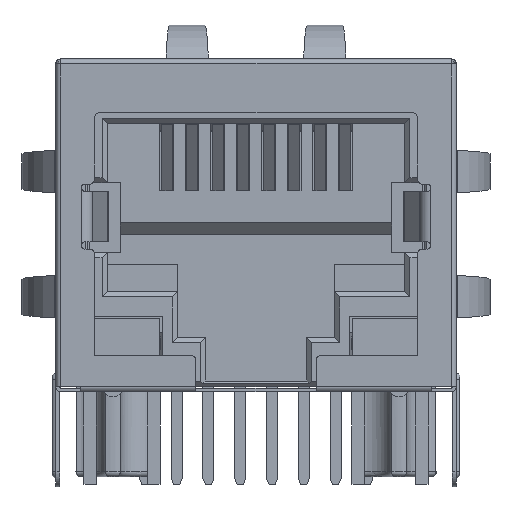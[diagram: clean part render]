
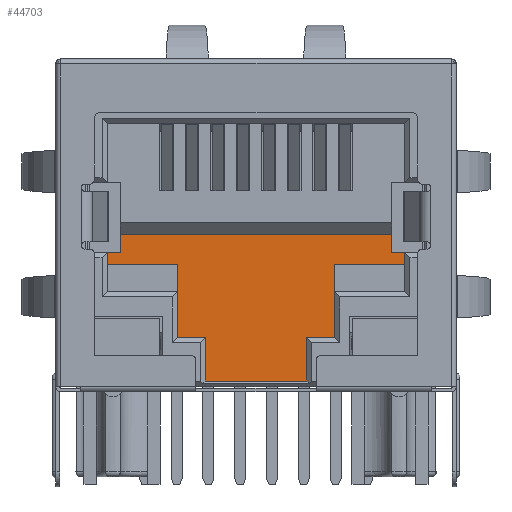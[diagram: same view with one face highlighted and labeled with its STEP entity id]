
A CAD part, front view. The second image highlights one B-rep face of the part: STEP entity #44703.
In plain terms, the highlighted planar face has unit normal (0, -1, 0).
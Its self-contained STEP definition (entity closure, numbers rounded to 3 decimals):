
#1867=ORIENTED_EDGE('',*,*,#11816,.F.);
#1868=ORIENTED_EDGE('',*,*,#11817,.T.);
#1869=ORIENTED_EDGE('',*,*,#11818,.F.);
#1870=ORIENTED_EDGE('',*,*,#11819,.F.);
#1871=ORIENTED_EDGE('',*,*,#11820,.F.);
#1872=ORIENTED_EDGE('',*,*,#11821,.F.);
#1873=ORIENTED_EDGE('',*,*,#11822,.T.);
#1874=ORIENTED_EDGE('',*,*,#11823,.T.);
#1875=ORIENTED_EDGE('',*,*,#11824,.F.);
#1876=ORIENTED_EDGE('',*,*,#11825,.T.);
#1877=ORIENTED_EDGE('',*,*,#11826,.T.);
#1878=ORIENTED_EDGE('',*,*,#11827,.T.);
#1879=ORIENTED_EDGE('',*,*,#11828,.T.);
#1880=ORIENTED_EDGE('',*,*,#11829,.T.);
#1881=ORIENTED_EDGE('',*,*,#11830,.T.);
#1882=ORIENTED_EDGE('',*,*,#11831,.T.);
#1883=ORIENTED_EDGE('',*,*,#11832,.T.);
#1884=ORIENTED_EDGE('',*,*,#11833,.T.);
#1885=ORIENTED_EDGE('',*,*,#11834,.T.);
#1886=ORIENTED_EDGE('',*,*,#11835,.F.);
#11816=EDGE_CURVE('',#16779,#16780,#20033,.T.);
#11817=EDGE_CURVE('',#16779,#16781,#20034,.T.);
#11818=EDGE_CURVE('',#16782,#16781,#20035,.T.);
#11819=EDGE_CURVE('',#16783,#16782,#20036,.T.);
#11820=EDGE_CURVE('',#16784,#16783,#20037,.T.);
#11821=EDGE_CURVE('',#16785,#16784,#20038,.T.);
#11822=EDGE_CURVE('',#16785,#16786,#20039,.T.);
#11823=EDGE_CURVE('',#16786,#16787,#20040,.T.);
#11824=EDGE_CURVE('',#16788,#16787,#20041,.T.);
#11825=EDGE_CURVE('',#16788,#16789,#20042,.T.);
#11826=EDGE_CURVE('',#16789,#16790,#20043,.T.);
#11827=EDGE_CURVE('',#16790,#16791,#20044,.T.);
#11828=EDGE_CURVE('',#16791,#16792,#20045,.T.);
#11829=EDGE_CURVE('',#16792,#16793,#20046,.T.);
#11830=EDGE_CURVE('',#16793,#16794,#20047,.T.);
#11831=EDGE_CURVE('',#16794,#16795,#20048,.T.);
#11832=EDGE_CURVE('',#16795,#16796,#20049,.T.);
#11833=EDGE_CURVE('',#16796,#16797,#20050,.T.);
#11834=EDGE_CURVE('',#16797,#16798,#20051,.T.);
#11835=EDGE_CURVE('',#16780,#16798,#20052,.T.);
#16779=VERTEX_POINT('',#57837);
#16780=VERTEX_POINT('',#57838);
#16781=VERTEX_POINT('',#57840);
#16782=VERTEX_POINT('',#57842);
#16783=VERTEX_POINT('',#57844);
#16784=VERTEX_POINT('',#57846);
#16785=VERTEX_POINT('',#57848);
#16786=VERTEX_POINT('',#57850);
#16787=VERTEX_POINT('',#57852);
#16788=VERTEX_POINT('',#57854);
#16789=VERTEX_POINT('',#57856);
#16790=VERTEX_POINT('',#57858);
#16791=VERTEX_POINT('',#57860);
#16792=VERTEX_POINT('',#57862);
#16793=VERTEX_POINT('',#57864);
#16794=VERTEX_POINT('',#57866);
#16795=VERTEX_POINT('',#57868);
#16796=VERTEX_POINT('',#57870);
#16797=VERTEX_POINT('',#57872);
#16798=VERTEX_POINT('',#57874);
#20033=LINE('',#57836,#23928);
#20034=LINE('',#57839,#23929);
#20035=LINE('',#57841,#23930);
#20036=LINE('',#57843,#23931);
#20037=LINE('',#57845,#23932);
#20038=LINE('',#57847,#23933);
#20039=LINE('',#57849,#23934);
#20040=LINE('',#57851,#23935);
#20041=LINE('',#57853,#23936);
#20042=LINE('',#57855,#23937);
#20043=LINE('',#57857,#23938);
#20044=LINE('',#57859,#23939);
#20045=LINE('',#57861,#23940);
#20046=LINE('',#57863,#23941);
#20047=LINE('',#57865,#23942);
#20048=LINE('',#57867,#23943);
#20049=LINE('',#57869,#23944);
#20050=LINE('',#57871,#23945);
#20051=LINE('',#57873,#23946);
#20052=LINE('',#57875,#23947);
#23928=VECTOR('',#49086,1000.);
#23929=VECTOR('',#49087,1000.);
#23930=VECTOR('',#49088,1000.);
#23931=VECTOR('',#49089,1000.);
#23932=VECTOR('',#49090,1000.);
#23933=VECTOR('',#49091,1000.);
#23934=VECTOR('',#49092,1000.);
#23935=VECTOR('',#49093,1000.);
#23936=VECTOR('',#49094,1000.);
#23937=VECTOR('',#49095,1000.);
#23938=VECTOR('',#49096,1000.);
#23939=VECTOR('',#49097,1000.);
#23940=VECTOR('',#49098,1000.);
#23941=VECTOR('',#49099,1000.);
#23942=VECTOR('',#49100,1000.);
#23943=VECTOR('',#49101,1000.);
#23944=VECTOR('',#49102,1000.);
#23945=VECTOR('',#49103,1000.);
#23946=VECTOR('',#49104,1000.);
#23947=VECTOR('',#49105,1000.);
#27553=EDGE_LOOP('',(#1867,#1868,#1869,#1870,#1871,#1872,#1873,#1874,#1875,
#1876,#1877,#1878,#1879,#1880,#1881,#1882,#1883,#1884,#1885,#1886));
#29356=FACE_BOUND('',#27553,.T.);
#31158=PLANE('',#46458);
#44703=ADVANCED_FACE('',(#29356),#31158,.F.);
#46458=AXIS2_PLACEMENT_3D('',#57835,#49084,#49085);
#49084=DIRECTION('',(0.,1.,0.));
#49085=DIRECTION('',(0.,0.,1.));
#49086=DIRECTION('',(-1.,0.,0.));
#49087=DIRECTION('',(0.,0.,1.));
#49088=DIRECTION('',(-1.,0.,0.));
#49089=DIRECTION('',(0.,0.,-1.));
#49090=DIRECTION('',(1.,0.,0.));
#49091=DIRECTION('',(0.,0.,-1.));
#49092=DIRECTION('',(-1.,0.,0.));
#49093=DIRECTION('',(0.,0.,-1.));
#49094=DIRECTION('',(1.,0.,0.));
#49095=DIRECTION('',(0.,0.,-1.));
#49096=DIRECTION('',(1.,0.,0.));
#49097=DIRECTION('',(0.,0.,-1.));
#49098=DIRECTION('',(1.,0.,0.));
#49099=DIRECTION('',(0.,0.,-1.));
#49100=DIRECTION('',(-1.,0.,0.));
#49101=DIRECTION('',(0.,0.,-1.));
#49102=DIRECTION('',(1.,0.,0.));
#49103=DIRECTION('',(0.,0.,1.));
#49104=DIRECTION('',(-1.,0.,0.));
#49105=DIRECTION('',(0.,0.,-1.));
#57835=CARTESIAN_POINT('',(5.95,0.911,-0.31));
#57836=CARTESIAN_POINT('',(2.025,0.911,-4.42));
#57837=CARTESIAN_POINT('',(3.15,0.911,-4.42));
#57838=CARTESIAN_POINT('',(2.025,0.911,-4.42));
#57839=CARTESIAN_POINT('',(3.15,0.911,-4.42));
#57840=CARTESIAN_POINT('',(3.15,0.911,-1.53));
#57841=CARTESIAN_POINT('',(5.95,0.911,-1.53));
#57842=CARTESIAN_POINT('',(5.95,0.911,-1.53));
#57843=CARTESIAN_POINT('',(5.95,0.911,-0.31));
#57844=CARTESIAN_POINT('',(5.95,0.911,-1.04));
#57845=CARTESIAN_POINT('',(5.95,0.911,-1.04));
#57846=CARTESIAN_POINT('',(5.425,0.911,-1.04));
#57847=CARTESIAN_POINT('',(5.425,0.911,1.76));
#57848=CARTESIAN_POINT('',(5.425,0.911,-0.31));
#57849=CARTESIAN_POINT('',(5.95,0.911,-0.31));
#57850=CARTESIAN_POINT('',(-5.425,0.911,-0.31));
#57851=CARTESIAN_POINT('',(-5.425,0.911,1.76));
#57852=CARTESIAN_POINT('',(-5.425,0.911,-1.04));
#57853=CARTESIAN_POINT('',(-6.725,0.911,-1.04));
#57854=CARTESIAN_POINT('',(-5.95,0.911,-1.04));
#57855=CARTESIAN_POINT('',(-5.95,0.911,-0.31));
#57856=CARTESIAN_POINT('',(-5.95,0.911,-1.53));
#57857=CARTESIAN_POINT('',(-5.95,0.911,-1.53));
#57858=CARTESIAN_POINT('',(-3.15,0.911,-1.53));
#57859=CARTESIAN_POINT('',(-3.15,0.911,-1.53));
#57860=CARTESIAN_POINT('',(-3.15,0.911,-4.42));
#57861=CARTESIAN_POINT('',(-2.025,0.911,-4.42));
#57862=CARTESIAN_POINT('',(-2.025,0.911,-4.42));
#57863=CARTESIAN_POINT('',(-2.025,0.911,-5.8));
#57864=CARTESIAN_POINT('',(-2.025,0.911,-5.8));
#57865=CARTESIAN_POINT('',(2.03,0.911,-5.8));
#57866=CARTESIAN_POINT('',(-2.03,0.911,-5.8));
#57867=CARTESIAN_POINT('',(-2.03,0.911,-5.8));
#57868=CARTESIAN_POINT('',(-2.03,0.911,-6.17));
#57869=CARTESIAN_POINT('',(-2.03,0.911,-6.17));
#57870=CARTESIAN_POINT('',(2.03,0.911,-6.17));
#57871=CARTESIAN_POINT('',(2.03,0.911,-6.17));
#57872=CARTESIAN_POINT('',(2.03,0.911,-5.8));
#57873=CARTESIAN_POINT('',(2.03,0.911,-5.8));
#57874=CARTESIAN_POINT('',(2.025,0.911,-5.8));
#57875=CARTESIAN_POINT('',(2.025,0.911,-5.8));
